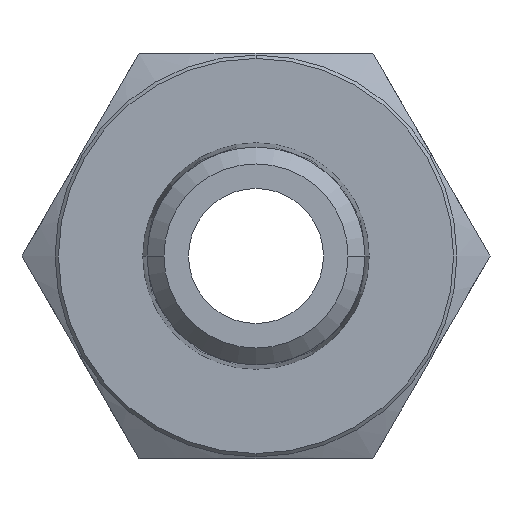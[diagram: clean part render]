
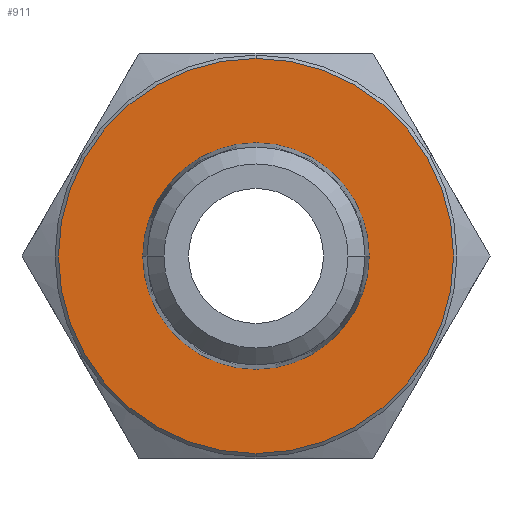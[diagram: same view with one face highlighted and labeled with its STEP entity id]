
A CAD part, front view. The second image highlights one B-rep face of the part: STEP entity #911.
In plain terms, the highlighted planar face has unit normal (0, -1, 0).
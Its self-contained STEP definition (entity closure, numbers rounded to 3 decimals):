
#84 = CARTESIAN_POINT ( 'NONE',  ( -6.707, 11., 0. ) ) ;
#90 = CARTESIAN_POINT ( 'NONE',  ( 6.707, 11., 0. ) ) ;
#96 = VERTEX_POINT ( 'NONE', #90 ) ;
#98 = VERTEX_POINT ( 'NONE', #84 ) ;
#104 = EDGE_CURVE ( 'NONE', #96, #98, #786, .T. ) ;
#168 = CARTESIAN_POINT ( 'NONE',  ( 11.7, 11., 0. ) ) ;
#171 = DIRECTION ( 'NONE',  ( 1., 0., 0. ) ) ;
#172 = DIRECTION ( 'NONE',  ( 0., -1., 0. ) ) ;
#173 = AXIS2_PLACEMENT_3D ( 'NONE', #187, #172, #171 ) ;
#183 = PLANE ( 'NONE',  #191 ) ;
#186 = DIRECTION ( 'NONE',  ( 0., -1., 0. ) ) ;
#187 = CARTESIAN_POINT ( 'NONE',  ( 0., 11., 0. ) ) ;
#191 = AXIS2_PLACEMENT_3D ( 'NONE', #168, #186, #192 ) ;
#192 = DIRECTION ( 'NONE',  ( 0., 0., -1. ) ) ;
#193 = FACE_BOUND ( 'NONE', #909, .T. ) ;
#195 = CIRCLE ( 'NONE', #173, 6.707 ) ;
#196 = FACE_OUTER_BOUND ( 'NONE', #921, .T. ) ;
#759 = CARTESIAN_POINT ( 'NONE',  ( 0., 11., 11.7 ) ) ;
#776 = DIRECTION ( 'NONE',  ( 0., 0., -1. ) ) ;
#777 = DIRECTION ( 'NONE',  ( 0., -1., 0. ) ) ;
#778 = CARTESIAN_POINT ( 'NONE',  ( 0., 11., 0. ) ) ;
#779 = AXIS2_PLACEMENT_3D ( 'NONE', #778, #777, #776 ) ;
#780 = CIRCLE ( 'NONE', #779, 11.7 ) ;
#782 = CARTESIAN_POINT ( 'NONE',  ( 0., 11., -11.7 ) ) ;
#786 = CIRCLE ( 'NONE', #804, 6.707 ) ;
#801 = DIRECTION ( 'NONE',  ( 1., 0., 0. ) ) ;
#802 = DIRECTION ( 'NONE',  ( 0., -1., 0. ) ) ;
#803 = CARTESIAN_POINT ( 'NONE',  ( 0., 11., 0. ) ) ;
#804 = AXIS2_PLACEMENT_3D ( 'NONE', #803, #802, #801 ) ;
#823 = AXIS2_PLACEMENT_3D ( 'NONE', #856, #854, #846 ) ;
#846 = DIRECTION ( 'NONE',  ( 0., 0., -1. ) ) ;
#854 = DIRECTION ( 'NONE',  ( 0., -1., 0. ) ) ;
#855 = CIRCLE ( 'NONE', #823, 11.7 ) ;
#856 = CARTESIAN_POINT ( 'NONE',  ( 0., 11., 0. ) ) ;
#863 = ORIENTED_EDGE ( 'NONE', *, *, #883, .T. ) ;
#866 = VERTEX_POINT ( 'NONE', #759 ) ;
#871 = EDGE_CURVE ( 'NONE', #873, #866, #780, .T. ) ;
#873 = VERTEX_POINT ( 'NONE', #782 ) ;
#877 = ORIENTED_EDGE ( 'NONE', *, *, #104, .F. ) ;
#883 = EDGE_CURVE ( 'NONE', #866, #873, #855, .T. ) ;
#891 = ORIENTED_EDGE ( 'NONE', *, *, #915, .F. ) ;
#903 = ORIENTED_EDGE ( 'NONE', *, *, #871, .T. ) ;
#909 = EDGE_LOOP ( 'NONE', ( #891, #877 ) ) ;
#911 = ADVANCED_FACE ( 'NONE', ( #196, #193 ), #183, .T. ) ;
#915 = EDGE_CURVE ( 'NONE', #98, #96, #195, .T. ) ;
#921 = EDGE_LOOP ( 'NONE', ( #863, #903 ) ) ;
